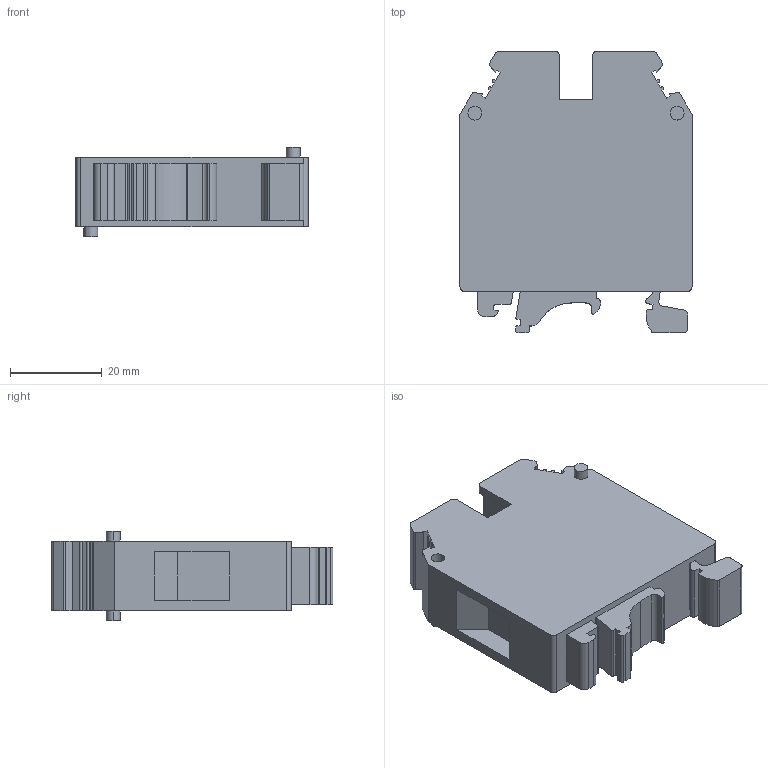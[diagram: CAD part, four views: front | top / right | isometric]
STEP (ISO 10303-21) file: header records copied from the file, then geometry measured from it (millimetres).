
FILE_DESCRIPTION((''),'2;1');
FILE_NAME('UKJ-35','2021-11-18T',('Administrator'),(''),'PRO/ENGINEER BY PARAMETRIC TECHNOLOGY CORPORATION, 2013230','PRO/ENGINEER BY PARAMETRIC TECHNOLOGY CORPORATION, 2013230','');
FILE_SCHEMA(('AUTOMOTIVE_DESIGN { 1 0 10303 214 1 1 1 1 }'));
Length unit declared in the file: millimetre
Products named in the file (1): UKJ-35
Bounding box: 50.5 x 61.3 x 19.4 mm (x, y, z)
Volume: 34243 mm3; surface area: 11539.1 mm2
Topology: 1 solids, 1 shells, 160 faces, 465 edges, 318 vertices
Faces by surface type: plane 106, cylinder 54
Entity records: 5395 total; most frequent: CARTESIAN_POINT 947, ORIENTED_EDGE 930, DIRECTION 916, EDGE_CURVE 465, VECTOR 332, LINE 332, VERTEX_POINT 318, AXIS2_PLACEMENT_3D 292
